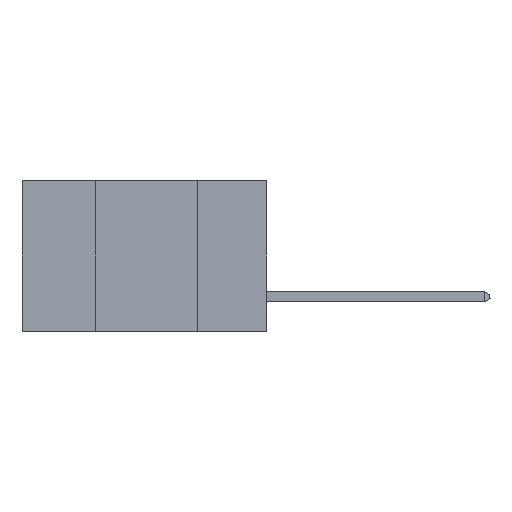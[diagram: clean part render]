
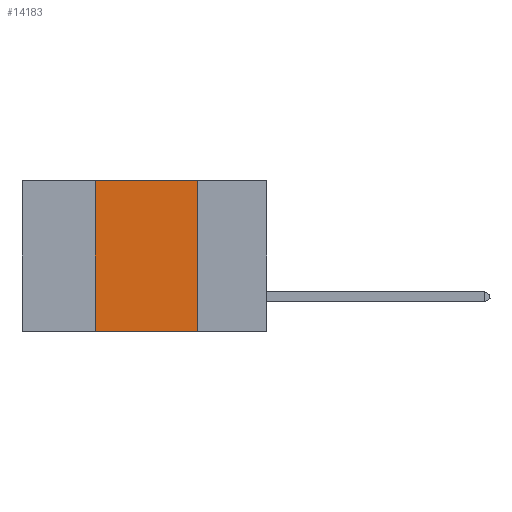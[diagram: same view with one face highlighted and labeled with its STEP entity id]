
A CAD part, left-side view. The second image highlights one B-rep face of the part: STEP entity #14183.
In plain terms, the highlighted planar face has unit normal (-1, 0, 0).
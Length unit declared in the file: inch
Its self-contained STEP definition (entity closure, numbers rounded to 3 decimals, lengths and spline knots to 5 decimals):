
#378 = EDGE_CURVE ( 'NONE', #4253, #7822, #3855, .T. ) ;
#531 = DIRECTION ( 'NONE',  ( 0., 0., 1. ) ) ;
#827 = CARTESIAN_POINT ( 'NONE',  ( 0., 0.6, 0. ) ) ;
#913 = EDGE_CURVE ( 'NONE', #7822, #3391, #15864, .T. ) ;
#1372 = EDGE_CURVE ( 'NONE', #4033, #4253, #7999, .T. ) ;
#1592 = LINE ( 'NONE', #4352, #12529 ) ;
#2156 = CARTESIAN_POINT ( 'NONE',  ( 0., 0.17, 0. ) ) ;
#2309 = VECTOR ( 'NONE', #9198, 39.37008 ) ;
#2727 = DIRECTION ( 'NONE',  ( 0., 0., -1. ) ) ;
#3040 = ORIENTED_EDGE ( 'NONE', *, *, #1372, .F. ) ;
#3102 = EDGE_LOOP ( 'NONE', ( #12728, #6918, #3040, #14033 ) ) ;
#3104 = CARTESIAN_POINT ( 'NONE',  ( 0., 0.17, -0.37 ) ) ;
#3391 = VERTEX_POINT ( 'NONE', #3104 ) ;
#3855 = LINE ( 'NONE', #827, #4509 ) ;
#4020 = CARTESIAN_POINT ( 'NONE',  ( 0., 0.42, -0.37 ) ) ;
#4033 = VERTEX_POINT ( 'NONE', #4020 ) ;
#4253 = VERTEX_POINT ( 'NONE', #10275 ) ;
#4352 = CARTESIAN_POINT ( 'NONE',  ( 0., 0.6, -0.37 ) ) ;
#4509 = VECTOR ( 'NONE', #12183, 39.37008 ) ;
#5785 = EDGE_CURVE ( 'NONE', #4033, #3391, #1592, .T. ) ;
#6095 = DIRECTION ( 'NONE',  ( 0., -1., 0. ) ) ;
#6909 = PLANE ( 'NONE',  #15644 ) ;
#6918 = ORIENTED_EDGE ( 'NONE', *, *, #378, .F. ) ;
#7613 = CARTESIAN_POINT ( 'NONE',  ( 0., 0.42, 0. ) ) ;
#7822 = VERTEX_POINT ( 'NONE', #13290 ) ;
#7999 = LINE ( 'NONE', #7613, #12546 ) ;
#8328 = CARTESIAN_POINT ( 'NONE',  ( 0., 0.6, 0. ) ) ;
#9198 = DIRECTION ( 'NONE',  ( 0., 0., -1. ) ) ;
#10275 = CARTESIAN_POINT ( 'NONE',  ( 0., 0.42, 0. ) ) ;
#10449 = FACE_OUTER_BOUND ( 'NONE', #3102, .T. ) ;
#12183 = DIRECTION ( 'NONE',  ( 0., -1., 0. ) ) ;
#12529 = VECTOR ( 'NONE', #6095, 39.37008 ) ;
#12546 = VECTOR ( 'NONE', #531, 39.37008 ) ;
#12728 = ORIENTED_EDGE ( 'NONE', *, *, #913, .F. ) ;
#13290 = CARTESIAN_POINT ( 'NONE',  ( 0., 0.17, 0. ) ) ;
#14033 = ORIENTED_EDGE ( 'NONE', *, *, #5785, .T. ) ;
#14183 = ADVANCED_FACE ( 'NONE', ( #10449 ), #6909, .F. ) ;
#15644 = AXIS2_PLACEMENT_3D ( 'NONE', #8328, #18102, #2727 ) ;
#15864 = LINE ( 'NONE', #2156, #2309 ) ;
#18102 = DIRECTION ( 'NONE',  ( 1., 0., 0. ) ) ;
